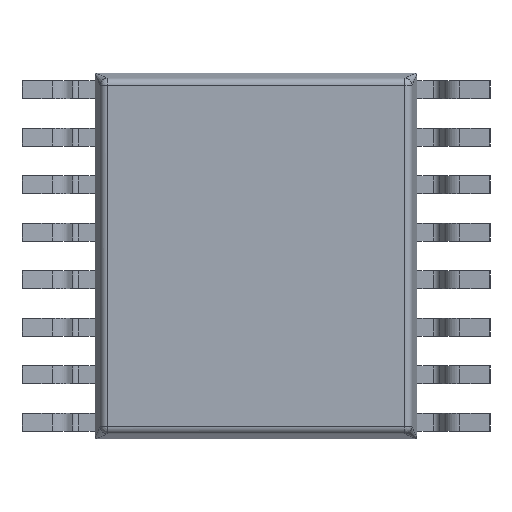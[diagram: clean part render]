
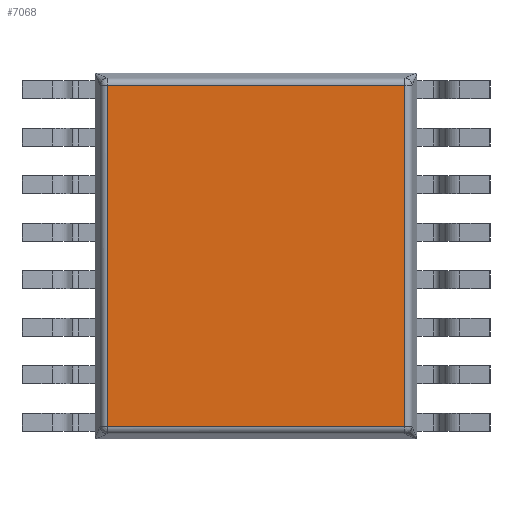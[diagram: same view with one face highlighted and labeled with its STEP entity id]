
A CAD part, front view. The second image highlights one B-rep face of the part: STEP entity #7068.
In plain terms, the highlighted planar face has unit normal (0, -1, 0).
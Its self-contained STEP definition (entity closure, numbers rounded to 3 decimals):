
#30 = VECTOR ( 'NONE', #3786, 1000. ) ;
#36 = CARTESIAN_POINT ( 'NONE',  ( 2.033, 0.15, 2.333 ) ) ;
#466 = CARTESIAN_POINT ( 'NONE',  ( 0., 0.15, 0. ) ) ;
#1160 = CARTESIAN_POINT ( 'NONE',  ( 2.033, 0.15, -2.333 ) ) ;
#1279 = EDGE_CURVE ( 'NONE', #4244, #4729, #2230, .T. ) ;
#1649 = CARTESIAN_POINT ( 'NONE',  ( -2.017, 0.15, 2.333 ) ) ;
#1710 = EDGE_LOOP ( 'NONE', ( #3601, #4557, #3519, #4525 ) ) ;
#1777 = EDGE_CURVE ( 'NONE', #2613, #4244, #5573, .T. ) ;
#1820 = VECTOR ( 'NONE', #5728, 1000. ) ;
#1833 = VERTEX_POINT ( 'NONE', #36 ) ;
#1904 = CARTESIAN_POINT ( 'NONE',  ( 2.017, 0.15, -2.333 ) ) ;
#1916 = DIRECTION ( 'NONE',  ( 0., 0., -1. ) ) ;
#1927 = LINE ( 'NONE', #1649, #1820 ) ;
#2199 = VECTOR ( 'NONE', #4696, 1000. ) ;
#2230 = LINE ( 'NONE', #1904, #2199 ) ;
#2279 = DIRECTION ( 'NONE',  ( 0., 0., -1. ) ) ;
#2298 = CARTESIAN_POINT ( 'NONE',  ( 2.033, 0.15, 2.317 ) ) ;
#2563 = AXIS2_PLACEMENT_3D ( 'NONE', #466, #4772, #1916 ) ;
#2613 = VERTEX_POINT ( 'NONE', #3690 ) ;
#3519 = ORIENTED_EDGE ( 'NONE', *, *, #1279, .T. ) ;
#3601 = ORIENTED_EDGE ( 'NONE', *, *, #7443, .T. ) ;
#3690 = CARTESIAN_POINT ( 'NONE',  ( -2.033, 0.15, 2.333 ) ) ;
#3786 = DIRECTION ( 'NONE',  ( 0., 0., 1. ) ) ;
#4232 = FACE_OUTER_BOUND ( 'NONE', #1710, .T. ) ;
#4244 = VERTEX_POINT ( 'NONE', #7790 ) ;
#4262 = CARTESIAN_POINT ( 'NONE',  ( -2.033, 0.15, -2.317 ) ) ;
#4525 = ORIENTED_EDGE ( 'NONE', *, *, #8314, .T. ) ;
#4557 = ORIENTED_EDGE ( 'NONE', *, *, #1777, .T. ) ;
#4696 = DIRECTION ( 'NONE',  ( 1., 0., 0. ) ) ;
#4729 = VERTEX_POINT ( 'NONE', #1160 ) ;
#4772 = DIRECTION ( 'NONE',  ( 0., -1., 0. ) ) ;
#5535 = VECTOR ( 'NONE', #2279, 1000. ) ;
#5573 = LINE ( 'NONE', #4262, #5535 ) ;
#5728 = DIRECTION ( 'NONE',  ( -1., 0., 0. ) ) ;
#5872 = LINE ( 'NONE', #2298, #30 ) ;
#6933 = PLANE ( 'NONE',  #2563 ) ;
#7068 = ADVANCED_FACE ( 'NONE', ( #4232 ), #6933, .T. ) ;
#7443 = EDGE_CURVE ( 'NONE', #1833, #2613, #1927, .T. ) ;
#7790 = CARTESIAN_POINT ( 'NONE',  ( -2.033, 0.15, -2.333 ) ) ;
#8314 = EDGE_CURVE ( 'NONE', #4729, #1833, #5872, .T. ) ;
